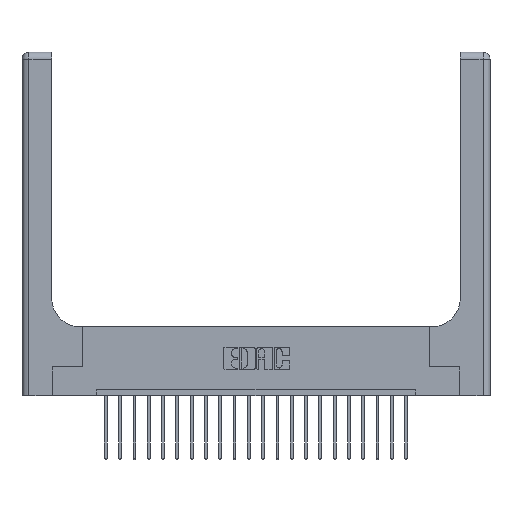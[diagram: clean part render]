
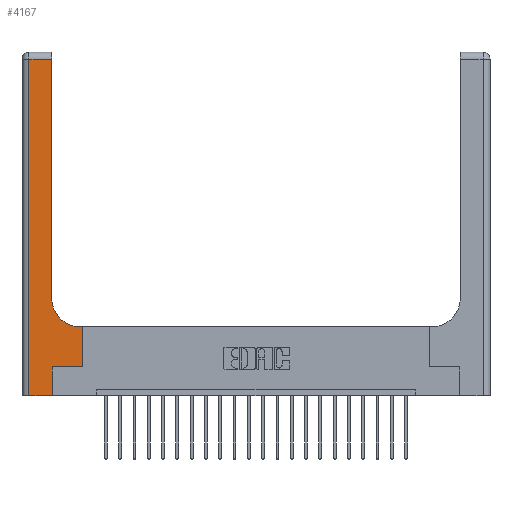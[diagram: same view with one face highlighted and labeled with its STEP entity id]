
A CAD part, top view. The second image highlights one B-rep face of the part: STEP entity #4167.
In plain terms, the highlighted planar face has unit normal (0, 0, 1).
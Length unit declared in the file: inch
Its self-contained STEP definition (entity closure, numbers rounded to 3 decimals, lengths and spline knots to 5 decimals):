
#80 = VECTOR ( 'NONE', #7590, 39.37008 ) ;
#922 = ORIENTED_EDGE ( 'NONE', *, *, #20010, .T. ) ;
#1330 = ORIENTED_EDGE ( 'NONE', *, *, #9643, .T. ) ;
#1379 = CARTESIAN_POINT ( 'NONE',  ( 0.26, 0.85, 0.37 ) ) ;
#1573 = LINE ( 'NONE', #15029, #19530 ) ;
#1772 = EDGE_CURVE ( 'NONE', #4912, #20571, #19339, .T. ) ;
#2045 = DIRECTION ( 'NONE',  ( 0., 0., -1. ) ) ;
#2149 = LINE ( 'NONE', #19258, #13080 ) ;
#3001 = EDGE_CURVE ( 'NONE', #21353, #3538, #2149, .T. ) ;
#3398 = DIRECTION ( 'NONE',  ( 0., 1., 0. ) ) ;
#3449 = VECTOR ( 'NONE', #17840, 39.37008 ) ;
#3538 = VERTEX_POINT ( 'NONE', #6289 ) ;
#3971 = CARTESIAN_POINT ( 'NONE',  ( 0.265, 0.25, 0.37 ) ) ;
#3989 = CARTESIAN_POINT ( 'NONE',  ( 0.528, 0.25, 0.37 ) ) ;
#4167 = ADVANCED_FACE ( 'NONE', ( #17284 ), #21943, .F. ) ;
#4190 = EDGE_LOOP ( 'NONE', ( #21987, #9857, #1330, #922, #12325, #5973, #10598, #6064, #4724 ) ) ;
#4348 = DIRECTION ( 'NONE',  ( 1., 0., 0. ) ) ;
#4573 = CARTESIAN_POINT ( 'NONE',  ( 0.06, 0., 0.37 ) ) ;
#4628 = EDGE_CURVE ( 'NONE', #5284, #4912, #1573, .T. ) ;
#4724 = ORIENTED_EDGE ( 'NONE', *, *, #10287, .T. ) ;
#4912 = VERTEX_POINT ( 'NONE', #16353 ) ;
#5072 = VERTEX_POINT ( 'NONE', #3971 ) ;
#5284 = VERTEX_POINT ( 'NONE', #1379 ) ;
#5337 = CARTESIAN_POINT ( 'NONE',  ( 0.528, 0.6, 0.37 ) ) ;
#5973 = ORIENTED_EDGE ( 'NONE', *, *, #8722, .T. ) ;
#6064 = ORIENTED_EDGE ( 'NONE', *, *, #3001, .T. ) ;
#6289 = CARTESIAN_POINT ( 'NONE',  ( 0.51, 0.6, 0.37 ) ) ;
#7224 = CIRCLE ( 'NONE', #10776, 0.25 ) ;
#7483 = CARTESIAN_POINT ( 'NONE',  ( 0.265, 0.25, 0.37 ) ) ;
#7590 = DIRECTION ( 'NONE',  ( 1., 0., 0. ) ) ;
#7610 = LINE ( 'NONE', #9490, #3449 ) ;
#7688 = VERTEX_POINT ( 'NONE', #4573 ) ;
#7766 = CARTESIAN_POINT ( 'NONE',  ( 0., 2.94, 0.37 ) ) ;
#7833 = DIRECTION ( 'NONE',  ( 0., 0., -1. ) ) ;
#8053 = CARTESIAN_POINT ( 'NONE',  ( 0.51, 0.85, 0.37 ) ) ;
#8252 = VECTOR ( 'NONE', #20148, 39.37008 ) ;
#8722 = EDGE_CURVE ( 'NONE', #5072, #21438, #21149, .T. ) ;
#9490 = CARTESIAN_POINT ( 'NONE',  ( 0.265, 0., 0.37 ) ) ;
#9537 = VERTEX_POINT ( 'NONE', #17822 ) ;
#9643 = EDGE_CURVE ( 'NONE', #20571, #7688, #18356, .T. ) ;
#9857 = ORIENTED_EDGE ( 'NONE', *, *, #1772, .T. ) ;
#10070 = EDGE_CURVE ( 'NONE', #21438, #21353, #18633, .T. ) ;
#10287 = EDGE_CURVE ( 'NONE', #3538, #5284, #7224, .T. ) ;
#10597 = VECTOR ( 'NONE', #4348, 39.37008 ) ;
#10598 = ORIENTED_EDGE ( 'NONE', *, *, #10070, .T. ) ;
#10776 = AXIS2_PLACEMENT_3D ( 'NONE', #8053, #7833, #11164 ) ;
#10884 = DIRECTION ( 'NONE',  ( -1., 0., 0. ) ) ;
#11164 = DIRECTION ( 'NONE',  ( 1., 0., 0. ) ) ;
#11696 = AXIS2_PLACEMENT_3D ( 'NONE', #11928, #2045, #18714 ) ;
#11928 = CARTESIAN_POINT ( 'NONE',  ( 0., 3., 0.37 ) ) ;
#12325 = ORIENTED_EDGE ( 'NONE', *, *, #18395, .T. ) ;
#13080 = VECTOR ( 'NONE', #14270, 39.37008 ) ;
#13138 = CARTESIAN_POINT ( 'NONE',  ( 0.06, 3., 0.37 ) ) ;
#13654 = VECTOR ( 'NONE', #10884, 39.37008 ) ;
#14270 = DIRECTION ( 'NONE',  ( -1., 0., 0. ) ) ;
#14320 = VECTOR ( 'NONE', #3398, 39.37008 ) ;
#14978 = CARTESIAN_POINT ( 'NONE',  ( 0.528, 0.25, 0.37 ) ) ;
#15029 = CARTESIAN_POINT ( 'NONE',  ( 0.26, 3., 0.37 ) ) ;
#15941 = LINE ( 'NONE', #19601, #10597 ) ;
#16353 = CARTESIAN_POINT ( 'NONE',  ( 0.26, 2.94, 0.37 ) ) ;
#17284 = FACE_OUTER_BOUND ( 'NONE', #4190, .T. ) ;
#17822 = CARTESIAN_POINT ( 'NONE',  ( 0.265, 0., 0.37 ) ) ;
#17840 = DIRECTION ( 'NONE',  ( 0., 1., 0. ) ) ;
#18356 = LINE ( 'NONE', #13138, #8252 ) ;
#18395 = EDGE_CURVE ( 'NONE', #9537, #5072, #7610, .T. ) ;
#18633 = LINE ( 'NONE', #14978, #14320 ) ;
#18714 = DIRECTION ( 'NONE',  ( -1., 0., 0. ) ) ;
#19258 = CARTESIAN_POINT ( 'NONE',  ( 0.26, 0.6, 0.37 ) ) ;
#19339 = LINE ( 'NONE', #7766, #13654 ) ;
#19530 = VECTOR ( 'NONE', #21804, 39.37008 ) ;
#19601 = CARTESIAN_POINT ( 'NONE',  ( 0., 0., 0.37 ) ) ;
#20010 = EDGE_CURVE ( 'NONE', #7688, #9537, #15941, .T. ) ;
#20148 = DIRECTION ( 'NONE',  ( 0., -1., 0. ) ) ;
#20442 = CARTESIAN_POINT ( 'NONE',  ( 0.06, 2.94, 0.37 ) ) ;
#20571 = VERTEX_POINT ( 'NONE', #20442 ) ;
#21149 = LINE ( 'NONE', #7483, #80 ) ;
#21353 = VERTEX_POINT ( 'NONE', #5337 ) ;
#21438 = VERTEX_POINT ( 'NONE', #3989 ) ;
#21804 = DIRECTION ( 'NONE',  ( 0., 1., 0. ) ) ;
#21943 = PLANE ( 'NONE',  #11696 ) ;
#21987 = ORIENTED_EDGE ( 'NONE', *, *, #4628, .T. ) ;
